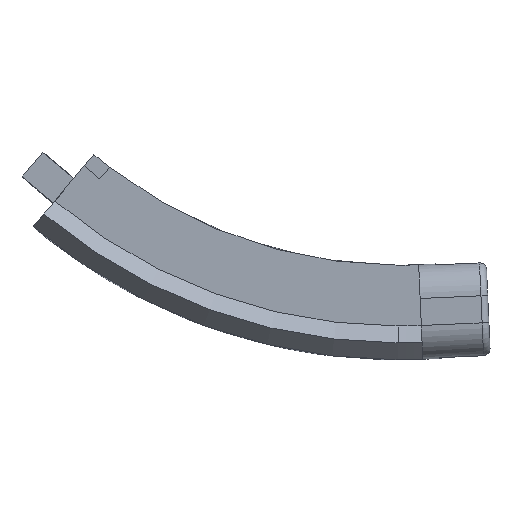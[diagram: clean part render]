
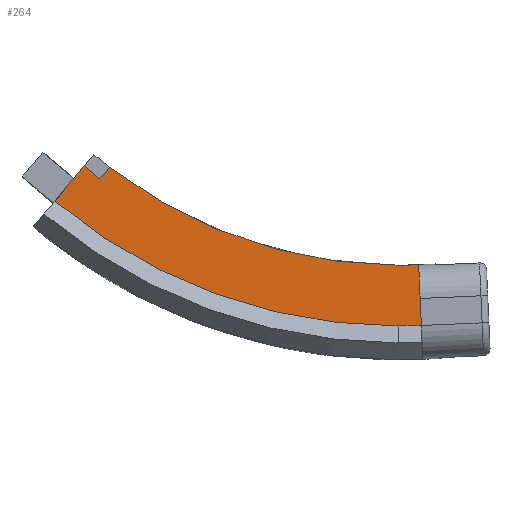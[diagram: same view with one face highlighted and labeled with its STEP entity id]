
A CAD part, front view. The second image highlights one B-rep face of the part: STEP entity #264.
In plain terms, the highlighted planar face has unit normal (0, -1, 0).
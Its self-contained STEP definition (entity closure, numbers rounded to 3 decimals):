
#2 = CIRCLE ( 'NONE', #2275, 70. ) ;
#48 = ORIENTED_EDGE ( 'NONE', *, *, #1502, .F. ) ;
#187 = CARTESIAN_POINT ( 'NONE',  ( 0., -5., -70. ) ) ;
#264 = ADVANCED_FACE ( 'NONE', ( #865 ), #1815, .T. ) ;
#358 = EDGE_CURVE ( 'NONE', #3141, #2455, #3239, .T. ) ;
#381 = DIRECTION ( 'NONE',  ( 0., -1., 0. ) ) ;
#386 = DIRECTION ( 'NONE',  ( 0., -1., 0. ) ) ;
#395 = ORIENTED_EDGE ( 'NONE', *, *, #1484, .F. ) ;
#676 = LINE ( 'NONE', #2857, #3990 ) ;
#816 = ORIENTED_EDGE ( 'NONE', *, *, #1961, .T. ) ;
#865 = FACE_OUTER_BOUND ( 'NONE', #3588, .T. ) ;
#970 = CARTESIAN_POINT ( 'NONE',  ( 0., -5., 0. ) ) ;
#1004 = CARTESIAN_POINT ( 'NONE',  ( 3.053, -5., -69.933 ) ) ;
#1010 = DIRECTION ( 'NONE',  ( 0., 0., -1. ) ) ;
#1204 = CARTESIAN_POINT ( 'NONE',  ( 2.455, -5., -1.742 ) ) ;
#1229 = DIRECTION ( 'NONE',  ( 0., -1., 0. ) ) ;
#1283 = EDGE_CURVE ( 'NONE', #3858, #1861, #2016, .T. ) ;
#1293 = DIRECTION ( 'NONE',  ( -0.643, 0., -0.766 ) ) ;
#1305 = ORIENTED_EDGE ( 'NONE', *, *, #358, .T. ) ;
#1317 = AXIS2_PLACEMENT_3D ( 'NONE', #1851, #1229, #2787 ) ;
#1355 = CARTESIAN_POINT ( 'NONE',  ( 0., -5., 0. ) ) ;
#1447 = CARTESIAN_POINT ( 'NONE',  ( -50.78, -5., -60.518 ) ) ;
#1484 = EDGE_CURVE ( 'NONE', #1861, #2455, #2, .T. ) ;
#1502 = EDGE_CURVE ( 'NONE', #3312, #3858, #3985, .T. ) ;
#1653 = CARTESIAN_POINT ( 'NONE',  ( 0., -5., -79. ) ) ;
#1692 = CARTESIAN_POINT ( 'NONE',  ( 0., -5., 0. ) ) ;
#1737 = VERTEX_POINT ( 'NONE', #1653 ) ;
#1815 = PLANE ( 'NONE',  #2412 ) ;
#1851 = CARTESIAN_POINT ( 'NONE',  ( 0., -5., 0. ) ) ;
#1861 = VERTEX_POINT ( 'NONE', #187 ) ;
#1872 = VECTOR ( 'NONE', #1914, 1000. ) ;
#1913 = CARTESIAN_POINT ( 'NONE',  ( -44.995, -5., -53.623 ) ) ;
#1914 = DIRECTION ( 'NONE',  ( -0.044, 0., 0.999 ) ) ;
#1961 = EDGE_CURVE ( 'NONE', #3121, #3485, #3135, .T. ) ;
#1971 = CIRCLE ( 'NONE', #1317, 79. ) ;
#2016 = CIRCLE ( 'NONE', #2732, 70. ) ;
#2083 = VECTOR ( 'NONE', #2428, 1000. ) ;
#2233 = DIRECTION ( 'NONE',  ( 0., -1., 0. ) ) ;
#2275 = AXIS2_PLACEMENT_3D ( 'NONE', #970, #386, #3494 ) ;
#2412 = AXIS2_PLACEMENT_3D ( 'NONE', #3832, #381, #1010 ) ;
#2423 = EDGE_CURVE ( 'NONE', #3485, #1737, #1971, .T. ) ;
#2428 = DIRECTION ( 'NONE',  ( 0.643, 0., 0.766 ) ) ;
#2455 = VERTEX_POINT ( 'NONE', #1004 ) ;
#2503 = EDGE_CURVE ( 'NONE', #3312, #3121, #676, .T. ) ;
#2582 = CARTESIAN_POINT ( 'NONE',  ( 2.251, -5., -51.56 ) ) ;
#2617 = DIRECTION ( 'NONE',  ( 0., 0., -1. ) ) ;
#2668 = DIRECTION ( 'NONE',  ( 0., -1., 0. ) ) ;
#2732 = AXIS2_PLACEMENT_3D ( 'NONE', #1355, #2233, #2617 ) ;
#2787 = DIRECTION ( 'NONE',  ( 0., 0., -1. ) ) ;
#2857 = CARTESIAN_POINT ( 'NONE',  ( -44.111, -5., -57.237 ) ) ;
#2890 = CIRCLE ( 'NONE', #3625, 79. ) ;
#2936 = CARTESIAN_POINT ( 'NONE',  ( -46.409, -5., -55.308 ) ) ;
#3121 = VERTEX_POINT ( 'NONE', #2936 ) ;
#3135 = LINE ( 'NONE', #1913, #3191 ) ;
#3141 = VERTEX_POINT ( 'NONE', #3578 ) ;
#3149 = ORIENTED_EDGE ( 'NONE', *, *, #2503, .T. ) ;
#3191 = VECTOR ( 'NONE', #1293, 1000. ) ;
#3216 = ORIENTED_EDGE ( 'NONE', *, *, #3457, .T. ) ;
#3237 = CARTESIAN_POINT ( 'NONE',  ( -42.656, -5., -55.502 ) ) ;
#3239 = LINE ( 'NONE', #2582, #1872 ) ;
#3312 = VERTEX_POINT ( 'NONE', #3833 ) ;
#3457 = EDGE_CURVE ( 'NONE', #1737, #3141, #2890, .T. ) ;
#3485 = VERTEX_POINT ( 'NONE', #1447 ) ;
#3494 = DIRECTION ( 'NONE',  ( 0., 0., -1. ) ) ;
#3568 = DIRECTION ( 'NONE',  ( -0.766, 0., 0.643 ) ) ;
#3578 = CARTESIAN_POINT ( 'NONE',  ( 3.446, -5., -78.925 ) ) ;
#3588 = EDGE_LOOP ( 'NONE', ( #3909, #3216, #1305, #395, #3934, #48, #3149, #816 ) ) ;
#3625 = AXIS2_PLACEMENT_3D ( 'NONE', #1692, #2668, #3855 ) ;
#3832 = CARTESIAN_POINT ( 'NONE',  ( -44.995, -5., -53.623 ) ) ;
#3833 = CARTESIAN_POINT ( 'NONE',  ( -44.111, -5., -57.237 ) ) ;
#3855 = DIRECTION ( 'NONE',  ( 0., 0., -1. ) ) ;
#3858 = VERTEX_POINT ( 'NONE', #3237 ) ;
#3909 = ORIENTED_EDGE ( 'NONE', *, *, #2423, .T. ) ;
#3934 = ORIENTED_EDGE ( 'NONE', *, *, #1283, .F. ) ;
#3985 = LINE ( 'NONE', #1204, #2083 ) ;
#3990 = VECTOR ( 'NONE', #3568, 1000. ) ;
